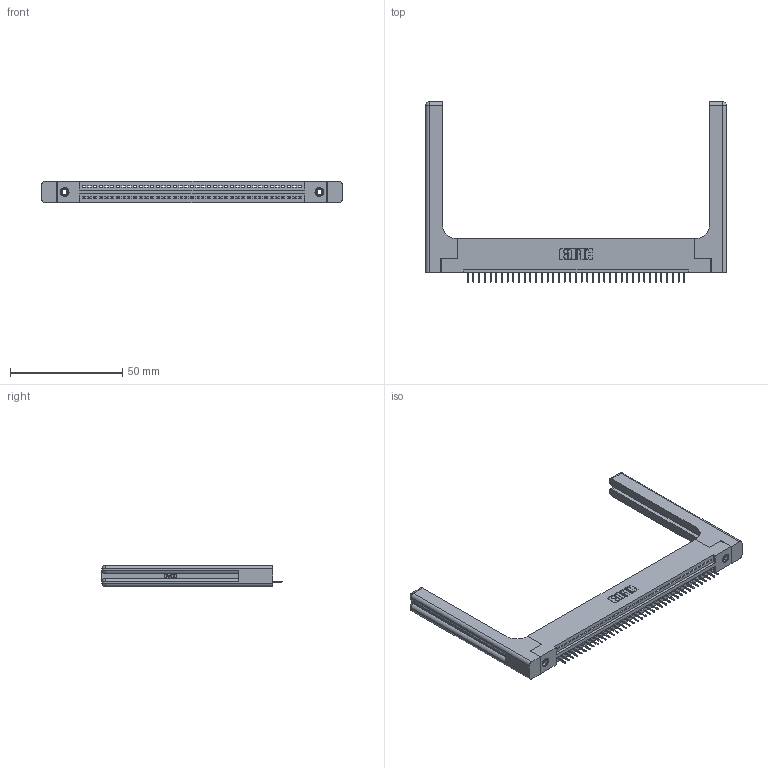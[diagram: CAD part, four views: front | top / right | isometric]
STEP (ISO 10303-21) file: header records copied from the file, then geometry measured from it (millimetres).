
FILE_DESCRIPTION (( 'STEP AP203' ), '1' );
FILE_NAME ('395-039-524-158.STEP', '2019-10-22T02:51:54', ( '' ), ( '' ), 'SwSTEP 2.0', 'SolidWorks 2016', '' );
FILE_SCHEMA (( 'CONFIG_CONTROL_DESIGN' ));
Length unit declared in the file: inch
Products named in the file (5): 345 Part_Flush Mounting Lugs - 0.156 Dia-TH; 395-039-524-158; 345-220-058_345-220-058; 345-250-001_345-250-001-102; 345-292-001_345-293-124
Assembly tree (44 placements, depth 2):
  395-039-524-158
    345 Part_Flush Mounting Lugs - 0.156 Dia-TH
    345-292-001_345-293-124  x39
    345-250-001_345-250-001-102  x2
    345-220-058_345-220-058  x2
Bounding box: 134.09 x 80.31 x 9.4 mm (x, y, z)
Volume: 21062 mm3; surface area: 21459.4 mm2
Topology: 44 solids, 44 shells, 2800 faces, 8027 edges, 5174 vertices
Faces by surface type: plane 2022, cylinder 718, bspline 36, cone 12, sphere 8, torus 4
Entity records: 35012 total; most frequent: CARTESIAN_POINT 7034, ORIENTED_EDGE 5804, DIRECTION 5096, EDGE_CURVE 2902, VECTOR 2526, LINE 2526, VERTEX_POINT 1922, AXIS2_PLACEMENT_3D 1285
